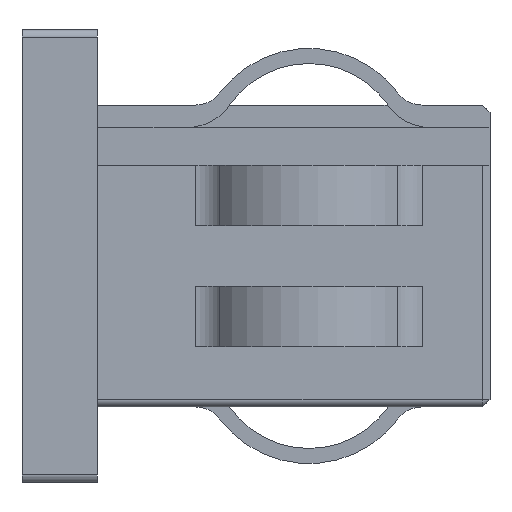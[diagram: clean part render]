
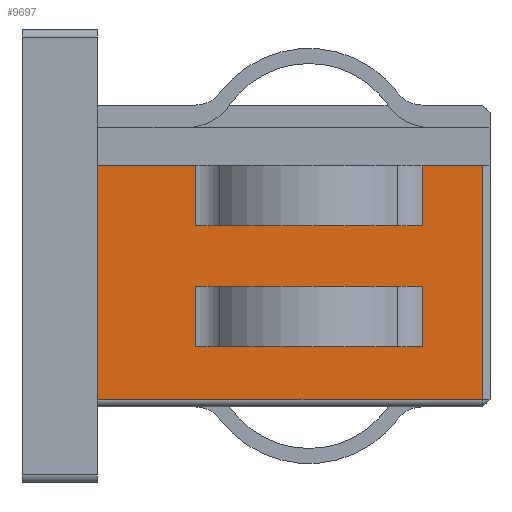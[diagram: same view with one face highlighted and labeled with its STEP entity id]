
A CAD part, left-side view. The second image highlights one B-rep face of the part: STEP entity #9697.
In plain terms, the highlighted planar face has unit normal (-1, 0, 0).
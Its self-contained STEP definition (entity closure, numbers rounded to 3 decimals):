
#6 = CARTESIAN_POINT ( 'NONE',  ( -10., -25.5, -9.5 ) ) ;
#137 = EDGE_CURVE ( 'NONE', #9388, #1879, #9089, .T. ) ;
#242 = VECTOR ( 'NONE', #1770, 1000. ) ;
#312 = EDGE_CURVE ( 'NONE', #6878, #16086, #11994, .T. ) ;
#522 = ORIENTED_EDGE ( 'NONE', *, *, #137, .T. ) ;
#764 = DIRECTION ( 'NONE',  ( 0., 1., 0. ) ) ;
#991 = CARTESIAN_POINT ( 'NONE',  ( -10., -19.244, -2. ) ) ;
#1172 = CARTESIAN_POINT ( 'NONE',  ( -10., -21.5, 6. ) ) ;
#1190 = ORIENTED_EDGE ( 'NONE', *, *, #312, .T. ) ;
#1232 = LINE ( 'NONE', #1841, #7272 ) ;
#1307 = ORIENTED_EDGE ( 'NONE', *, *, #2163, .F. ) ;
#1481 = CARTESIAN_POINT ( 'NONE',  ( -10., -21.5, 6. ) ) ;
#1591 = EDGE_CURVE ( 'NONE', #9388, #14385, #13495, .T. ) ;
#1616 = CARTESIAN_POINT ( 'NONE',  ( -10., -19.244, 2. ) ) ;
#1770 = DIRECTION ( 'NONE',  ( 0., 1., 0. ) ) ;
#1841 = CARTESIAN_POINT ( 'NONE',  ( -10., -26., -6. ) ) ;
#1879 = VERTEX_POINT ( 'NONE', #10376 ) ;
#1968 = CARTESIAN_POINT ( 'NONE',  ( -10., -26., -2. ) ) ;
#2013 = LINE ( 'NONE', #14565, #15165 ) ;
#2163 = EDGE_CURVE ( 'NONE', #14903, #11626, #8479, .T. ) ;
#2292 = DIRECTION ( 'NONE',  ( 0., 0., -1. ) ) ;
#2374 = ORIENTED_EDGE ( 'NONE', *, *, #14977, .T. ) ;
#2397 = CARTESIAN_POINT ( 'NONE',  ( -10., -6.5, -6. ) ) ;
#2549 = VECTOR ( 'NONE', #4274, 1000. ) ;
#2835 = EDGE_CURVE ( 'NONE', #14385, #13842, #15213, .T. ) ;
#2838 = DIRECTION ( 'NONE',  ( 0., 0., -1. ) ) ;
#2909 = VERTEX_POINT ( 'NONE', #15600 ) ;
#2933 = DIRECTION ( 'NONE',  ( 0., 1., 0. ) ) ;
#3131 = ORIENTED_EDGE ( 'NONE', *, *, #7386, .F. ) ;
#3155 = EDGE_CURVE ( 'NONE', #1879, #12393, #14062, .T. ) ;
#3158 = VERTEX_POINT ( 'NONE', #3681 ) ;
#3164 = DIRECTION ( 'NONE',  ( 0., 1., 0. ) ) ;
#3449 = VERTEX_POINT ( 'NONE', #1616 ) ;
#3672 = ORIENTED_EDGE ( 'NONE', *, *, #3155, .T. ) ;
#3681 = CARTESIAN_POINT ( 'NONE',  ( -10., -8.756, 2. ) ) ;
#3720 = VECTOR ( 'NONE', #2292, 1000. ) ;
#3726 = DIRECTION ( 'NONE',  ( 0., 1., 0. ) ) ;
#3735 = CARTESIAN_POINT ( 'NONE',  ( -10., -26., -6. ) ) ;
#4109 = LINE ( 'NONE', #7134, #5282 ) ;
#4194 = AXIS2_PLACEMENT_3D ( 'NONE', #9026, #14047, #2838 ) ;
#4274 = DIRECTION ( 'NONE',  ( 0., -1., 0. ) ) ;
#5008 = VECTOR ( 'NONE', #11021, 1000. ) ;
#5176 = VECTOR ( 'NONE', #15386, 1000. ) ;
#5282 = VECTOR ( 'NONE', #7238, 1000. ) ;
#5284 = VERTEX_POINT ( 'NONE', #2397 ) ;
#5365 = CARTESIAN_POINT ( 'NONE',  ( -10., 0., 6. ) ) ;
#5374 = EDGE_CURVE ( 'NONE', #12269, #6878, #10537, .T. ) ;
#5444 = VERTEX_POINT ( 'NONE', #7666 ) ;
#6036 = CARTESIAN_POINT ( 'NONE',  ( -10., -6.5, 6. ) ) ;
#6094 = CARTESIAN_POINT ( 'NONE',  ( -10., 0., -9.5 ) ) ;
#6115 = ORIENTED_EDGE ( 'NONE', *, *, #10964, .F. ) ;
#6142 = CARTESIAN_POINT ( 'NONE',  ( -10., -26., -9.5 ) ) ;
#6147 = CARTESIAN_POINT ( 'NONE',  ( -10., -26., -6. ) ) ;
#6281 = VECTOR ( 'NONE', #14789, 1000. ) ;
#6606 = EDGE_CURVE ( 'NONE', #16086, #11592, #9931, .T. ) ;
#6692 = CARTESIAN_POINT ( 'NONE',  ( -10., -25.5, 6. ) ) ;
#6741 = CARTESIAN_POINT ( 'NONE',  ( -10., -26., -2. ) ) ;
#6833 = ORIENTED_EDGE ( 'NONE', *, *, #6606, .T. ) ;
#6878 = VERTEX_POINT ( 'NONE', #6 ) ;
#6922 = FACE_OUTER_BOUND ( 'NONE', #16055, .T. ) ;
#7134 = CARTESIAN_POINT ( 'NONE',  ( -10., -26., 2. ) ) ;
#7238 = DIRECTION ( 'NONE',  ( 0., -1., 0. ) ) ;
#7261 = ORIENTED_EDGE ( 'NONE', *, *, #2835, .F. ) ;
#7272 = VECTOR ( 'NONE', #10291, 1000. ) ;
#7386 = EDGE_CURVE ( 'NONE', #3158, #3449, #12060, .T. ) ;
#7555 = ORIENTED_EDGE ( 'NONE', *, *, #11680, .T. ) ;
#7591 = CARTESIAN_POINT ( 'NONE',  ( -10., -6.5, -2. ) ) ;
#7666 = CARTESIAN_POINT ( 'NONE',  ( -10., -6.5, 2. ) ) ;
#7768 = DIRECTION ( 'NONE',  ( 0., 0., -1. ) ) ;
#7836 = EDGE_CURVE ( 'NONE', #9706, #2909, #15904, .T. ) ;
#7899 = ORIENTED_EDGE ( 'NONE', *, *, #15414, .F. ) ;
#8344 = ORIENTED_EDGE ( 'NONE', *, *, #5374, .T. ) ;
#8479 = LINE ( 'NONE', #1968, #5176 ) ;
#8812 = CARTESIAN_POINT ( 'NONE',  ( -10., -26., 6. ) ) ;
#9026 = CARTESIAN_POINT ( 'NONE',  ( -10., -26., 6. ) ) ;
#9089 = LINE ( 'NONE', #6147, #5008 ) ;
#9140 = CARTESIAN_POINT ( 'NONE',  ( -10., -26., 2. ) ) ;
#9232 = LINE ( 'NONE', #9140, #11744 ) ;
#9270 = DIRECTION ( 'NONE',  ( 0., 0., -1. ) ) ;
#9354 = LINE ( 'NONE', #6036, #3720 ) ;
#9388 = VERTEX_POINT ( 'NONE', #15660 ) ;
#9697 = ADVANCED_FACE ( 'NONE', ( #10990, #6922 ), #11682, .F. ) ;
#9706 = VERTEX_POINT ( 'NONE', #13991 ) ;
#9826 = VECTOR ( 'NONE', #7768, 1000. ) ;
#9852 = DIRECTION ( 'NONE',  ( 0., 0., 1. ) ) ;
#9899 = DIRECTION ( 'NONE',  ( 0., 0., 1. ) ) ;
#9931 = LINE ( 'NONE', #12721, #242 ) ;
#9995 = EDGE_CURVE ( 'NONE', #11592, #15799, #15208, .T. ) ;
#10291 = DIRECTION ( 'NONE',  ( 0., 1., 0. ) ) ;
#10376 = CARTESIAN_POINT ( 'NONE',  ( -10., -19.244, -6. ) ) ;
#10425 = CARTESIAN_POINT ( 'NONE',  ( -10., -21.5, 2. ) ) ;
#10537 = LINE ( 'NONE', #6142, #6281 ) ;
#10784 = VECTOR ( 'NONE', #3164, 1000. ) ;
#10843 = ORIENTED_EDGE ( 'NONE', *, *, #15432, .F. ) ;
#10964 = EDGE_CURVE ( 'NONE', #3449, #15799, #9232, .T. ) ;
#10990 = FACE_BOUND ( 'NONE', #13428, .T. ) ;
#10991 = ORIENTED_EDGE ( 'NONE', *, *, #1591, .F. ) ;
#11021 = DIRECTION ( 'NONE',  ( 0., 1., 0. ) ) ;
#11081 = CARTESIAN_POINT ( 'NONE',  ( -10., -6.5, -6. ) ) ;
#11135 = VECTOR ( 'NONE', #9270, 1000. ) ;
#11226 = VECTOR ( 'NONE', #15324, 1000. ) ;
#11291 = LINE ( 'NONE', #11081, #11668 ) ;
#11592 = VERTEX_POINT ( 'NONE', #1172 ) ;
#11626 = VERTEX_POINT ( 'NONE', #7591 ) ;
#11668 = VECTOR ( 'NONE', #9899, 1000. ) ;
#11680 = EDGE_CURVE ( 'NONE', #12393, #5284, #1232, .T. ) ;
#11682 = PLANE ( 'NONE',  #4194 ) ;
#11708 = CARTESIAN_POINT ( 'NONE',  ( -10., -25.5, 6. ) ) ;
#11744 = VECTOR ( 'NONE', #12821, 1000. ) ;
#11749 = EDGE_CURVE ( 'NONE', #2909, #12269, #12293, .T. ) ;
#11783 = VECTOR ( 'NONE', #9852, 1000. ) ;
#11994 = LINE ( 'NONE', #6692, #11226 ) ;
#12060 = LINE ( 'NONE', #13221, #2549 ) ;
#12238 = ORIENTED_EDGE ( 'NONE', *, *, #7836, .T. ) ;
#12269 = VERTEX_POINT ( 'NONE', #6094 ) ;
#12293 = LINE ( 'NONE', #5365, #11135 ) ;
#12319 = CARTESIAN_POINT ( 'NONE',  ( -10., -21.5, -6. ) ) ;
#12393 = VERTEX_POINT ( 'NONE', #13981 ) ;
#12502 = CARTESIAN_POINT ( 'NONE',  ( -10., -8.756, -2. ) ) ;
#12559 = EDGE_CURVE ( 'NONE', #13842, #14903, #2013, .T. ) ;
#12721 = CARTESIAN_POINT ( 'NONE',  ( -10., -26., 6. ) ) ;
#12821 = DIRECTION ( 'NONE',  ( 0., -1., 0. ) ) ;
#13221 = CARTESIAN_POINT ( 'NONE',  ( -10., -26., 2. ) ) ;
#13428 = EDGE_LOOP ( 'NONE', ( #10991, #522, #3672, #7555, #2374, #1307, #13759, #7261 ) ) ;
#13495 = LINE ( 'NONE', #12319, #11783 ) ;
#13759 = ORIENTED_EDGE ( 'NONE', *, *, #12559, .F. ) ;
#13842 = VERTEX_POINT ( 'NONE', #991 ) ;
#13981 = CARTESIAN_POINT ( 'NONE',  ( -10., -8.756, -6. ) ) ;
#13991 = CARTESIAN_POINT ( 'NONE',  ( -10., -6.5, 6. ) ) ;
#14047 = DIRECTION ( 'NONE',  ( 1., 0., 0. ) ) ;
#14062 = LINE ( 'NONE', #3735, #10784 ) ;
#14229 = CARTESIAN_POINT ( 'NONE',  ( -10., -21.5, -2. ) ) ;
#14385 = VERTEX_POINT ( 'NONE', #14229 ) ;
#14565 = CARTESIAN_POINT ( 'NONE',  ( -10., -26., -2. ) ) ;
#14789 = DIRECTION ( 'NONE',  ( 0., -1., 0. ) ) ;
#14903 = VERTEX_POINT ( 'NONE', #12502 ) ;
#14977 = EDGE_CURVE ( 'NONE', #5284, #11626, #11291, .T. ) ;
#15165 = VECTOR ( 'NONE', #764, 1000. ) ;
#15208 = LINE ( 'NONE', #1481, #9826 ) ;
#15210 = ORIENTED_EDGE ( 'NONE', *, *, #9995, .T. ) ;
#15213 = LINE ( 'NONE', #6741, #15408 ) ;
#15324 = DIRECTION ( 'NONE',  ( 0., 0., 1. ) ) ;
#15386 = DIRECTION ( 'NONE',  ( 0., 1., 0. ) ) ;
#15408 = VECTOR ( 'NONE', #2933, 1000. ) ;
#15414 = EDGE_CURVE ( 'NONE', #5444, #3158, #4109, .T. ) ;
#15432 = EDGE_CURVE ( 'NONE', #9706, #5444, #9354, .T. ) ;
#15512 = VECTOR ( 'NONE', #3726, 1000. ) ;
#15571 = ORIENTED_EDGE ( 'NONE', *, *, #11749, .T. ) ;
#15600 = CARTESIAN_POINT ( 'NONE',  ( -10., 0., 6. ) ) ;
#15660 = CARTESIAN_POINT ( 'NONE',  ( -10., -21.5, -6. ) ) ;
#15799 = VERTEX_POINT ( 'NONE', #10425 ) ;
#15904 = LINE ( 'NONE', #8812, #15512 ) ;
#16055 = EDGE_LOOP ( 'NONE', ( #8344, #1190, #6833, #15210, #6115, #3131, #7899, #10843, #12238, #15571 ) ) ;
#16086 = VERTEX_POINT ( 'NONE', #11708 ) ;
